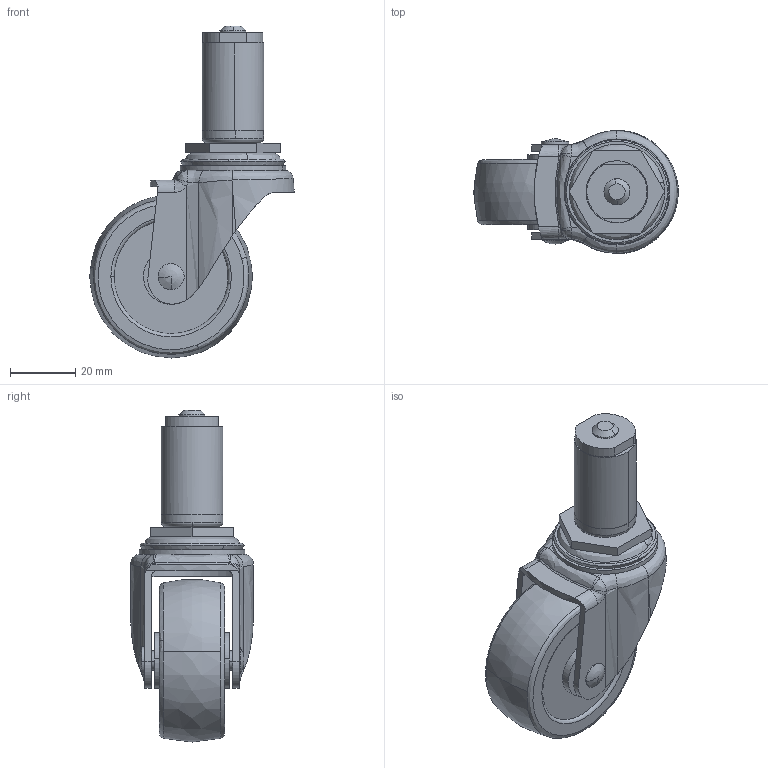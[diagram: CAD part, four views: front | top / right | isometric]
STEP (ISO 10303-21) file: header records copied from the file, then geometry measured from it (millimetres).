
FILE_DESCRIPTION((''),'2;1');
FILE_NAME('','2005-12-15T16:30:45',(''),(''),'','CADfix','');
FILE_SCHEMA(('AUTOMOTIVE_DESIGN'));
Length unit declared in the file: millimetre
Products named in the file (5): wheel; main shaft; body; axle; No_203_d19_21317_36
Assembly tree (4 placements, depth 2):
  No_203_d19_21317_36
    wheel
    main shaft
    body
    axle
Bounding box: 62.84 x 37.7 x 102 mm (x, y, z)
Volume: 59827.2 mm3; surface area: 20176.2 mm2
Topology: 4 solids, 4 shells, 186 faces, 552 edges, 389 vertices
Faces by surface type: bspline 186
Entity records: 8223 total; most frequent: CARTESIAN_POINT 5169, ORIENTED_EDGE 1096, EDGE_CURVE 548, VERTEX_POINT 389, EDGE_LOOP 213, FACE_OUTER_BOUND 186, ADVANCED_FACE 186, QUASI_UNIFORM_CURVE 147
